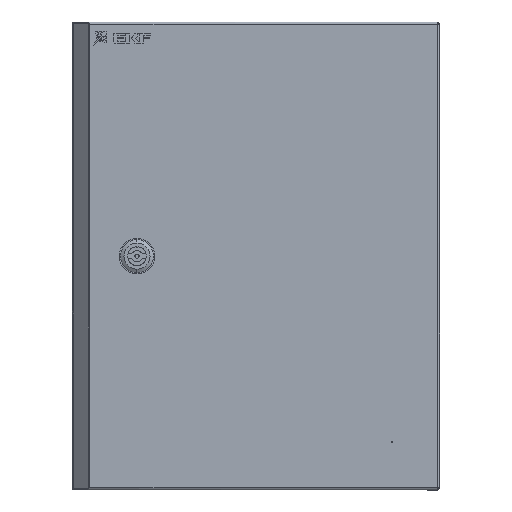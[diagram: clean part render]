
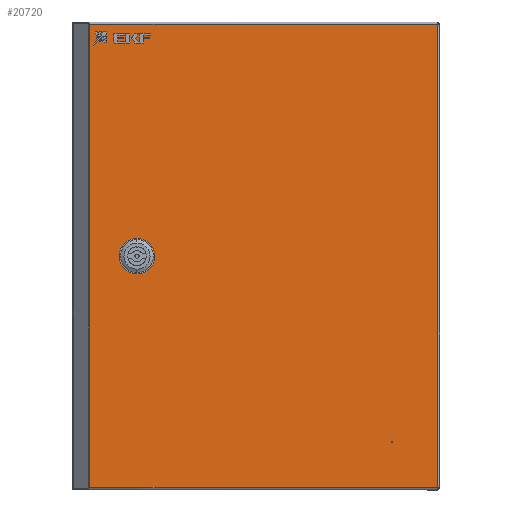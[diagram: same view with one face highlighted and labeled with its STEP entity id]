
A CAD part, top view. The second image highlights one B-rep face of the part: STEP entity #20720.
In plain terms, the highlighted face is planar.
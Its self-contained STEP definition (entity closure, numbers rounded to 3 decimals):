
#529 = VECTOR ( 'NONE', #26866, 1000. ) ;
#989 = LINE ( 'NONE', #18901, #23149 ) ;
#1675 = DIRECTION ( 'NONE',  ( 0., -1., 0. ) ) ;
#1951 = CARTESIAN_POINT ( 'NONE',  ( 0.785, 0., 391.75 ) ) ;
#2175 = EDGE_CURVE ( 'NONE', #15759, #11619, #18241, .T. ) ;
#2208 = AXIS2_PLACEMENT_3D ( 'NONE', #21250, #8398, #23434 ) ;
#2617 = EDGE_CURVE ( 'NONE', #5427, #11619, #14200, .T. ) ;
#2718 = VECTOR ( 'NONE', #20636, 1000. ) ;
#2734 = VECTOR ( 'NONE', #11365, 1000. ) ;
#2737 = ORIENTED_EDGE ( 'NONE', *, *, #24188, .T. ) ;
#3248 = CARTESIAN_POINT ( 'NONE',  ( 256., 0., 38.25 ) ) ;
#3512 = CARTESIAN_POINT ( 'NONE',  ( 34.5, 0., 202.5 ) ) ;
#3951 = AXIS2_PLACEMENT_3D ( 'NONE', #6334, #21359, #8508 ) ;
#3960 = DIRECTION ( 'NONE',  ( 0., 1., 0. ) ) ;
#4738 = VECTOR ( 'NONE', #12173, 1000. ) ;
#4897 = ORIENTED_EDGE ( 'NONE', *, *, #14147, .F. ) ;
#5222 = ORIENTED_EDGE ( 'NONE', *, *, #2617, .F. ) ;
#5427 = VERTEX_POINT ( 'NONE', #14176 ) ;
#5655 = DIRECTION ( 'NONE',  ( 0., 0., -1. ) ) ;
#6334 = CARTESIAN_POINT ( 'NONE',  ( 47., 0., 202.5 ) ) ;
#6592 = VERTEX_POINT ( 'NONE', #14109 ) ;
#6692 = EDGE_CURVE ( 'NONE', #5427, #15386, #989, .T. ) ;
#6874 = ORIENTED_EDGE ( 'NONE', *, *, #11729, .F. ) ;
#7122 = EDGE_CURVE ( 'NONE', #22595, #17455, #22092, .T. ) ;
#7668 = CIRCLE ( 'NONE', #26177, 0.5 ) ;
#8061 = FACE_OUTER_BOUND ( 'NONE', #16144, .T. ) ;
#8289 = DIRECTION ( 'NONE',  ( 0., -1., 0. ) ) ;
#8398 = DIRECTION ( 'NONE',  ( 0., -1., 0. ) ) ;
#8425 = LINE ( 'NONE', #26935, #2718 ) ;
#8508 = DIRECTION ( 'NONE',  ( 0., 0., 1. ) ) ;
#8529 = EDGE_CURVE ( 'NONE', #24904, #21879, #7668, .T. ) ;
#8541 = VECTOR ( 'NONE', #23808, 1000. ) ;
#8672 = CARTESIAN_POINT ( 'NONE',  ( 34.5, 0., 186.5 ) ) ;
#8753 = DIRECTION ( 'NONE',  ( 0., 0., -1. ) ) ;
#8776 = ORIENTED_EDGE ( 'NONE', *, *, #25566, .F. ) ;
#9352 = ORIENTED_EDGE ( 'NONE', *, *, #8529, .T. ) ;
#10076 = CARTESIAN_POINT ( 'NONE',  ( 34.5, 0., 206. ) ) ;
#10636 = CARTESIAN_POINT ( 'NONE',  ( 256., 0., 38.75 ) ) ;
#10775 = VERTEX_POINT ( 'NONE', #20333 ) ;
#10926 = CARTESIAN_POINT ( 'NONE',  ( 294., 0., 392.5 ) ) ;
#11365 = DIRECTION ( 'NONE',  ( 0., 0., 1. ) ) ;
#11619 = VERTEX_POINT ( 'NONE', #13016 ) ;
#11729 = EDGE_CURVE ( 'NONE', #12507, #15697, #13433, .T. ) ;
#11770 = ORIENTED_EDGE ( 'NONE', *, *, #16168, .F. ) ;
#12173 = DIRECTION ( 'NONE',  ( 0., 0., -1. ) ) ;
#12507 = VERTEX_POINT ( 'NONE', #14475 ) ;
#12742 = DIRECTION ( 'NONE',  ( 0., 0., 1. ) ) ;
#12936 = CARTESIAN_POINT ( 'NONE',  ( 31., 0., 202.5 ) ) ;
#12940 = CIRCLE ( 'NONE', #23736, 3.5 ) ;
#13016 = CARTESIAN_POINT ( 'NONE',  ( 294., 0., 0.75 ) ) ;
#13428 = ORIENTED_EDGE ( 'NONE', *, *, #18695, .F. ) ;
#13433 = LINE ( 'NONE', #24250, #2734 ) ;
#13737 = FACE_BOUND ( 'NONE', #26486, .T. ) ;
#14109 = CARTESIAN_POINT ( 'NONE',  ( 31., 0., 190. ) ) ;
#14147 = EDGE_CURVE ( 'NONE', #14999, #12507, #27182, .T. ) ;
#14176 = CARTESIAN_POINT ( 'NONE',  ( 294., 0., 391.75 ) ) ;
#14200 = LINE ( 'NONE', #10926, #8541 ) ;
#14475 = CARTESIAN_POINT ( 'NONE',  ( 50.5, 0., 190. ) ) ;
#14501 = CARTESIAN_POINT ( 'NONE',  ( 34.5, 0., 190. ) ) ;
#14999 = VERTEX_POINT ( 'NONE', #19869 ) ;
#15386 = VERTEX_POINT ( 'NONE', #1951 ) ;
#15697 = VERTEX_POINT ( 'NONE', #16588 ) ;
#15759 = VERTEX_POINT ( 'NONE', #25458 ) ;
#15872 = EDGE_CURVE ( 'NONE', #15386, #15759, #16904, .T. ) ;
#15980 = ORIENTED_EDGE ( 'NONE', *, *, #15872, .T. ) ;
#16033 = CARTESIAN_POINT ( 'NONE',  ( 34.5, 0., 186.5 ) ) ;
#16122 = LINE ( 'NONE', #22919, #4738 ) ;
#16144 = EDGE_LOOP ( 'NONE', ( #15980, #26343, #5222, #21755 ) ) ;
#16168 = EDGE_CURVE ( 'NONE', #10775, #22595, #8425, .T. ) ;
#16588 = CARTESIAN_POINT ( 'NONE',  ( 50.5, 0., 202.5 ) ) ;
#16636 = AXIS2_PLACEMENT_3D ( 'NONE', #16736, #3960, #18929 ) ;
#16655 = DIRECTION ( 'NONE',  ( 0., 0., -1. ) ) ;
#16736 = CARTESIAN_POINT ( 'NONE',  ( 256., 0., 38.75 ) ) ;
#16774 = CARTESIAN_POINT ( 'NONE',  ( 0., 0., 392.5 ) ) ;
#16904 = LINE ( 'NONE', #19419, #25678 ) ;
#17455 = VERTEX_POINT ( 'NONE', #12936 ) ;
#17580 = LINE ( 'NONE', #16033, #529 ) ;
#17874 = EDGE_CURVE ( 'NONE', #6592, #23871, #12940, .T. ) ;
#18241 = LINE ( 'NONE', #24364, #19619 ) ;
#18320 = EDGE_CURVE ( 'NONE', #15697, #10775, #27064, .T. ) ;
#18474 = DIRECTION ( 'NONE',  ( 0., -1., 0. ) ) ;
#18481 = EDGE_LOOP ( 'NONE', ( #19706, #8776, #26595, #11770, #23380, #6874, #4897, #13428 ) ) ;
#18695 = EDGE_CURVE ( 'NONE', #23871, #14999, #17580, .T. ) ;
#18901 = CARTESIAN_POINT ( 'NONE',  ( 294., 0., 391.75 ) ) ;
#18929 = DIRECTION ( 'NONE',  ( 0., 0., 1. ) ) ;
#19419 = CARTESIAN_POINT ( 'NONE',  ( 0.785, 0., 392.5 ) ) ;
#19553 = CARTESIAN_POINT ( 'NONE',  ( 256., 0., 39.25 ) ) ;
#19619 = VECTOR ( 'NONE', #21442, 1000. ) ;
#19706 = ORIENTED_EDGE ( 'NONE', *, *, #17874, .F. ) ;
#19803 = AXIS2_PLACEMENT_3D ( 'NONE', #3512, #18474, #5655 ) ;
#19869 = CARTESIAN_POINT ( 'NONE',  ( 47., 0., 186.5 ) ) ;
#20333 = CARTESIAN_POINT ( 'NONE',  ( 47., 0., 206. ) ) ;
#20636 = DIRECTION ( 'NONE',  ( -1., 0., 0. ) ) ;
#20720 = ADVANCED_FACE ( 'NONE', ( #13737, #24544, #8061 ), #25355, .T. ) ;
#21082 = DIRECTION ( 'NONE',  ( -1., 0., 0. ) ) ;
#21250 = CARTESIAN_POINT ( 'NONE',  ( 47., 0., 190. ) ) ;
#21359 = DIRECTION ( 'NONE',  ( 0., -1., 0. ) ) ;
#21442 = DIRECTION ( 'NONE',  ( 1., 0., 0. ) ) ;
#21452 = AXIS2_PLACEMENT_3D ( 'NONE', #16774, #8289, #23326 ) ;
#21755 = ORIENTED_EDGE ( 'NONE', *, *, #6692, .T. ) ;
#21879 = VERTEX_POINT ( 'NONE', #3248 ) ;
#22092 = CIRCLE ( 'NONE', #19803, 3.5 ) ;
#22595 = VERTEX_POINT ( 'NONE', #10076 ) ;
#22919 = CARTESIAN_POINT ( 'NONE',  ( 31., 0., 202.5 ) ) ;
#23149 = VECTOR ( 'NONE', #21082, 1000. ) ;
#23326 = DIRECTION ( 'NONE',  ( 0., 0., -1. ) ) ;
#23380 = ORIENTED_EDGE ( 'NONE', *, *, #18320, .F. ) ;
#23434 = DIRECTION ( 'NONE',  ( 0., 0., -1. ) ) ;
#23648 = CIRCLE ( 'NONE', #16636, 0.5 ) ;
#23736 = AXIS2_PLACEMENT_3D ( 'NONE', #14501, #1675, #16655 ) ;
#23808 = DIRECTION ( 'NONE',  ( 0., 0., -1. ) ) ;
#23871 = VERTEX_POINT ( 'NONE', #8672 ) ;
#24188 = EDGE_CURVE ( 'NONE', #21879, #24904, #23648, .T. ) ;
#24250 = CARTESIAN_POINT ( 'NONE',  ( 50.5, 0., 202.5 ) ) ;
#24364 = CARTESIAN_POINT ( 'NONE',  ( -2.154, 0., 0.75 ) ) ;
#24544 = FACE_BOUND ( 'NONE', #18481, .T. ) ;
#24904 = VERTEX_POINT ( 'NONE', #19553 ) ;
#25355 = PLANE ( 'NONE',  #21452 ) ;
#25458 = CARTESIAN_POINT ( 'NONE',  ( 0.785, 0., 0.75 ) ) ;
#25566 = EDGE_CURVE ( 'NONE', #17455, #6592, #16122, .T. ) ;
#25651 = DIRECTION ( 'NONE',  ( 0., 1., 0. ) ) ;
#25678 = VECTOR ( 'NONE', #8753, 1000. ) ;
#26177 = AXIS2_PLACEMENT_3D ( 'NONE', #10636, #25651, #12742 ) ;
#26343 = ORIENTED_EDGE ( 'NONE', *, *, #2175, .T. ) ;
#26486 = EDGE_LOOP ( 'NONE', ( #9352, #2737 ) ) ;
#26595 = ORIENTED_EDGE ( 'NONE', *, *, #7122, .F. ) ;
#26866 = DIRECTION ( 'NONE',  ( 1., 0., 0. ) ) ;
#26935 = CARTESIAN_POINT ( 'NONE',  ( 34.5, 0., 206. ) ) ;
#27064 = CIRCLE ( 'NONE', #3951, 3.5 ) ;
#27182 = CIRCLE ( 'NONE', #2208, 3.5 ) ;
